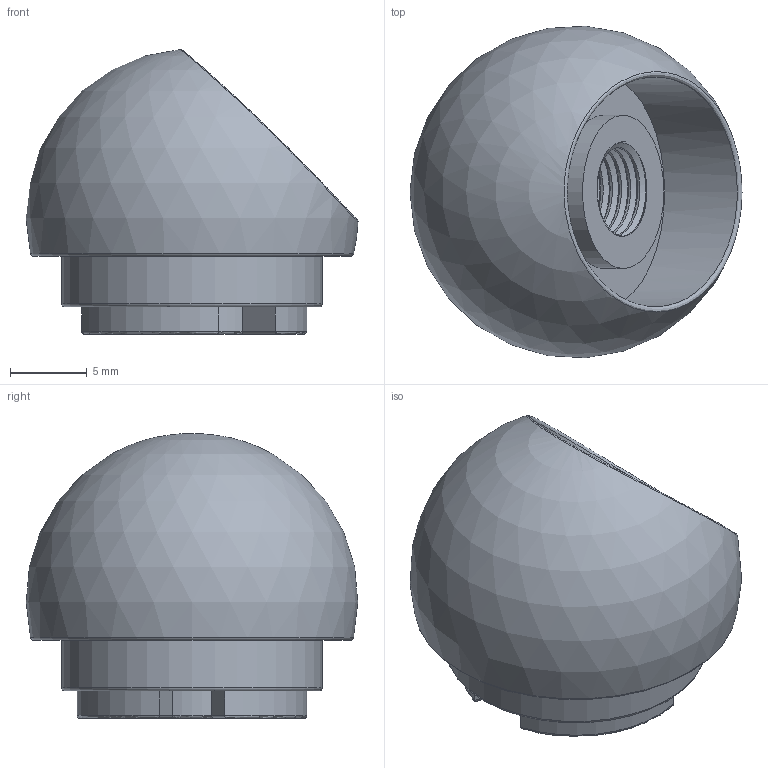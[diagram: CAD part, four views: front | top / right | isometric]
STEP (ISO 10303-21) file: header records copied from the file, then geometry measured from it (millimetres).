
FILE_DESCRIPTION(/* description */ (''),/* implementation_level */ '2;1');
FILE_NAME(/* name */ '5f97617a4d84751236ace075',/* time_stamp */ '2020-10-26T23:53:30+00:00',/* author */ (''),/* organization */ (''),/* preprocessor_version */ 'ST-DEVELOPER v16.7',/* originating_system */ $,/* authorisation */ $);
FILE_SCHEMA (('AUTOMOTIVE_DESIGN {1 0 10303 214 3 1 1}'));
Length unit declared in the file: metre
Products named in the file (1): antenna_support
Bounding box: 21.66 x 21.63 x 18.59 mm (x, y, z)
Volume: 3344.3 mm3; surface area: 2097 mm2
Topology: 1 solids, 1 shells, 56 faces, 121 edges, 74 vertices
Faces by surface type: cylinder 22, plane 18, torus 11, bspline 4, sphere 1
Full cylindrical faces by diameter (mm): 4 x3, 10 x1, 15 x1, 17 x1
Entity records: 3062 total; most frequent: CARTESIAN_POINT 1931, DIRECTION 228, ORIENTED_EDGE 206, EDGE_CURVE 103, AXIS2_PLACEMENT_3D 96, EDGE_LOOP 76, FACE_BOUND 76, VERTEX_POINT 69
